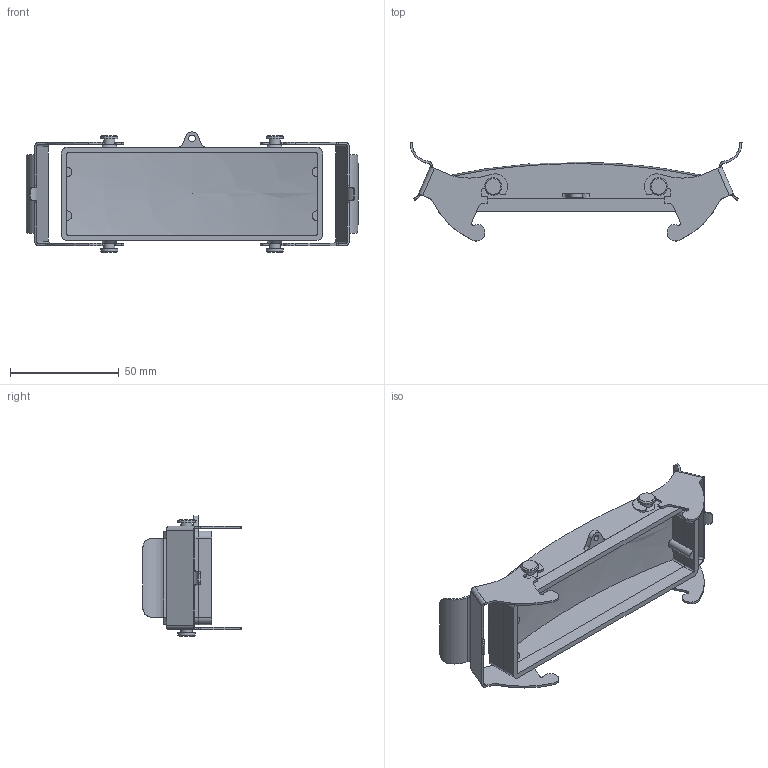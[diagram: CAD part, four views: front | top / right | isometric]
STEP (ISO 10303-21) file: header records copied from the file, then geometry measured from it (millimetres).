
FILE_DESCRIPTION (( 'STEP AP214' ), '1' );
FILE_NAME ('ZP-MC24B-2-DCVLM.STEP', '2012-05-23T15:40:33', ( '.ADC' ), ( 'ADC' ), 'SwSTEP 2.0', 'SolidWorks 2011', '' );
FILE_SCHEMA (( 'AUTOMOTIVE_DESIGN' ));
Length unit declared in the file: millimetre
Products named in the file (1): ZP-MC24B-2-DCVLM
Bounding box: 152.47 x 45.09 x 55.24 mm (x, y, z)
Volume: 32102.9 mm3; surface area: 35053.2 mm2
Topology: 6 solids, 6 shells, 256 faces, 686 edges, 447 vertices
Faces by surface type: cylinder 132, plane 114, cone 8, sphere 2
Full cylindrical faces by diameter (mm): 3 x1, 5.169 x4, 8 x4
Entity records: 9353 total; most frequent: CARTESIAN_POINT 1921, DIRECTION 1368, ORIENTED_EDGE 1324, EDGE_CURVE 662, AXIS2_PLACEMENT_3D 497, VERTEX_POINT 442, LINE 374, VECTOR 374
